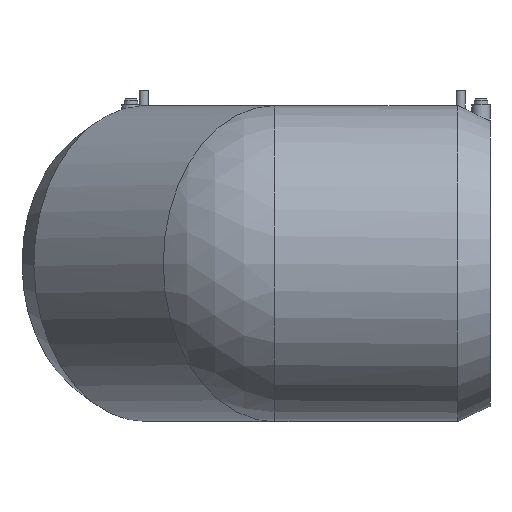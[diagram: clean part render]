
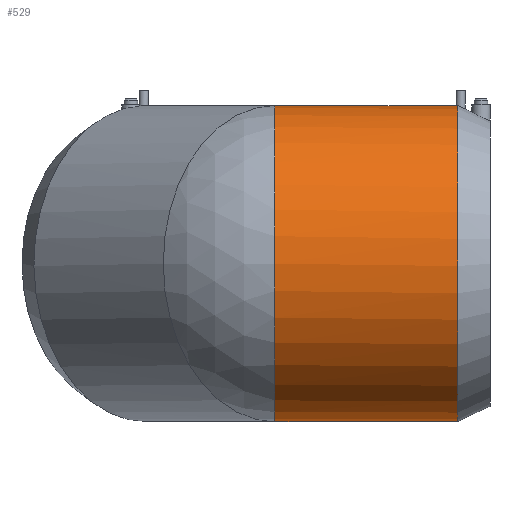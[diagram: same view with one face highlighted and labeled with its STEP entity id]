
A CAD part, left-side view. The second image highlights one B-rep face of the part: STEP entity #529.
In plain terms, the highlighted cylindrical face has radius 139.5 mm (diameter 279 mm), a full revolution.
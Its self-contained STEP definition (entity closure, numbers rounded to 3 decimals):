
#29=B_SPLINE_CURVE_WITH_KNOTS('',3,(#976,#977,#978,#979,#980,#981,#982,
#983,#984,#985,#986,#987,#988,#989),.UNSPECIFIED.,.F.,.F.,(4,2,2,2,2,2,
4),(1.448,1.507,1.658,1.808,
1.959,2.11,2.168),.UNSPECIFIED.);
#37=ELLIPSE('',#597,150.994,139.5);
#38=ELLIPSE('',#600,150.994,139.5);
#46=LINE('',#1021,#70);
#70=VECTOR('',#715,139.5);
#93=CYLINDRICAL_SURFACE('',#596,139.5);
#124=FACE_OUTER_BOUND('',#165,.T.);
#165=EDGE_LOOP('',(#404,#405,#406,#407,#408,#409,#410,#411));
#210=CIRCLE('',#598,139.5);
#211=CIRCLE('',#599,139.5);
#212=CIRCLE('',#601,139.5);
#253=VERTEX_POINT('',#968);
#254=VERTEX_POINT('',#975);
#255=VERTEX_POINT('',#1017);
#256=VERTEX_POINT('',#1018);
#257=VERTEX_POINT('',#1020);
#258=VERTEX_POINT('',#1024);
#308=EDGE_CURVE('',#254,#253,#29,.T.);
#310=EDGE_CURVE('',#255,#256,#37,.T.);
#311=EDGE_CURVE('',#256,#257,#46,.T.);
#312=EDGE_CURVE('',#257,#254,#210,.T.);
#313=EDGE_CURVE('',#253,#257,#211,.T.);
#314=EDGE_CURVE('',#256,#258,#38,.T.);
#315=EDGE_CURVE('',#255,#258,#212,.T.);
#404=ORIENTED_EDGE('',*,*,#310,.T.);
#405=ORIENTED_EDGE('',*,*,#311,.T.);
#406=ORIENTED_EDGE('',*,*,#312,.T.);
#407=ORIENTED_EDGE('',*,*,#308,.T.);
#408=ORIENTED_EDGE('',*,*,#313,.T.);
#409=ORIENTED_EDGE('',*,*,#311,.F.);
#410=ORIENTED_EDGE('',*,*,#314,.T.);
#411=ORIENTED_EDGE('',*,*,#315,.F.);
#529=ADVANCED_FACE('',(#124),#93,.T.);
#596=AXIS2_PLACEMENT_3D('',#1016,#711,#712);
#597=AXIS2_PLACEMENT_3D('',#1019,#713,#714);
#598=AXIS2_PLACEMENT_3D('',#1022,#716,#717);
#599=AXIS2_PLACEMENT_3D('',#1023,#718,#719);
#600=AXIS2_PLACEMENT_3D('',#1025,#720,#721);
#601=AXIS2_PLACEMENT_3D('',#1026,#722,#723);
#711=DIRECTION('center_axis',(0.,1.,0.));
#712=DIRECTION('ref_axis',(-1.,0.,0.));
#713=DIRECTION('center_axis',(-0.383,-0.924,0.));
#714=DIRECTION('ref_axis',(-0.924,0.383,0.));
#715=DIRECTION('',(0.,-1.,0.));
#716=DIRECTION('center_axis',(0.,1.,0.));
#717=DIRECTION('ref_axis',(1.,0.,0.));
#718=DIRECTION('center_axis',(0.,1.,0.));
#719=DIRECTION('ref_axis',(1.,0.,0.));
#720=DIRECTION('center_axis',(-0.383,-0.924,0.));
#721=DIRECTION('ref_axis',(-0.924,0.383,0.));
#722=DIRECTION('center_axis',(0.,1.,0.));
#723=DIRECTION('ref_axis',(1.,0.,0.));
#968=CARTESIAN_POINT('',(3.219,-85.125,139.463));
#975=CARTESIAN_POINT('',(-3.219,-85.125,139.463));
#976=CARTESIAN_POINT('Ctrl Pts',(-3.219,-85.125,139.463));
#977=CARTESIAN_POINT('Ctrl Pts',(-3.098,-84.962,139.466));
#978=CARTESIAN_POINT('Ctrl Pts',(-2.966,-84.81,139.469));
#979=CARTESIAN_POINT('Ctrl Pts',(-2.473,-84.316,139.479));
#980=CARTESIAN_POINT('Ctrl Pts',(-2.024,-84.009,139.486));
#981=CARTESIAN_POINT('Ctrl Pts',(-1.038,-83.6,139.497));
#982=CARTESIAN_POINT('Ctrl Pts',(-0.502,-83.5,139.5));
#983=CARTESIAN_POINT('Ctrl Pts',(0.502,-83.5,139.5));
#984=CARTESIAN_POINT('Ctrl Pts',(1.038,-83.6,139.497));
#985=CARTESIAN_POINT('Ctrl Pts',(2.024,-84.009,139.486));
#986=CARTESIAN_POINT('Ctrl Pts',(2.473,-84.316,139.479));
#987=CARTESIAN_POINT('Ctrl Pts',(2.966,-84.81,139.469));
#988=CARTESIAN_POINT('Ctrl Pts',(3.098,-84.962,139.466));
#989=CARTESIAN_POINT('Ctrl Pts',(3.219,-85.125,139.463));
#1016=CARTESIAN_POINT('Origin',(0.,-4.313,0.));
#1017=CARTESIAN_POINT('',(0.,76.5,-139.5));
#1018=CARTESIAN_POINT('',(139.5,18.717,0.));
#1019=CARTESIAN_POINT('Origin',(0.,76.5,0.));
#1020=CARTESIAN_POINT('',(139.5,-85.125,0.));
#1021=CARTESIAN_POINT('',(139.5,-4.313,0.));
#1022=CARTESIAN_POINT('Origin',(0.,-85.125,0.));
#1023=CARTESIAN_POINT('Origin',(0.,-85.125,0.));
#1024=CARTESIAN_POINT('',(0.,76.5,139.5));
#1025=CARTESIAN_POINT('Origin',(0.,76.5,0.));
#1026=CARTESIAN_POINT('Origin',(0.,76.5,0.));
